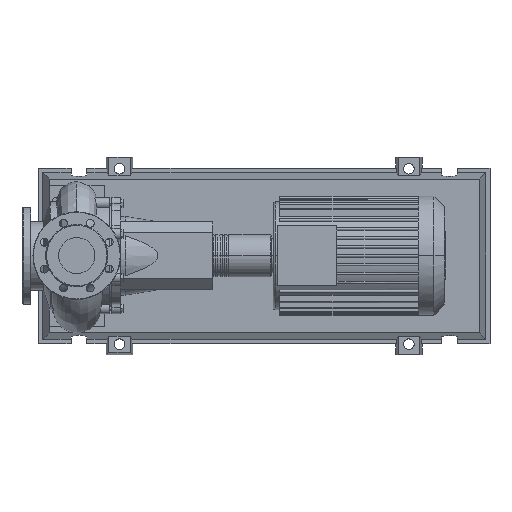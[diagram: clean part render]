
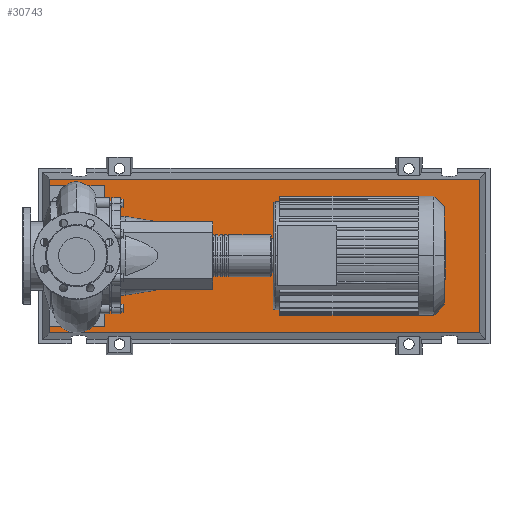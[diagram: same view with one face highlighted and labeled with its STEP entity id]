
A CAD part, top view. The second image highlights one B-rep face of the part: STEP entity #30743.
In plain terms, the highlighted planar face has unit normal (0, 0, 1).
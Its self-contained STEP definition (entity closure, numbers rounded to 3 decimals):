
#30424=CARTESIAN_POINT('',(917.971,-175.471,103.0));
#30425=VERTEX_POINT('',#30424);
#30432=CARTESIAN_POINT('',(-62.971,-175.471,103.0));
#30433=VERTEX_POINT('',#30432);
#30434=CARTESIAN_POINT('',(917.971,-175.471,103.0));
#30435=DIRECTION('',(-1.0,0.0,0.0));
#30436=VECTOR('',#30435,980.941);
#30437=LINE('',#30434,#30436);
#30438=EDGE_CURVE('',#30425,#30433,#30437,.T.);
#30656=CARTESIAN_POINT('',(917.971,175.471,103.0));
#30657=VERTEX_POINT('',#30656);
#30658=CARTESIAN_POINT('',(917.971,175.471,103.0));
#30659=DIRECTION('',(0.0,-1.0,0.0));
#30660=VECTOR('',#30659,350.941);
#30661=LINE('',#30658,#30660);
#30662=EDGE_CURVE('',#30657,#30425,#30661,.T.);
#30680=CARTESIAN_POINT('',(-62.971,175.471,103.0));
#30681=VERTEX_POINT('',#30680);
#30682=CARTESIAN_POINT('',(-62.971,-175.471,103.0));
#30683=DIRECTION('',(0.0,1.0,0.0));
#30684=VECTOR('',#30683,350.941);
#30685=LINE('',#30682,#30684);
#30686=EDGE_CURVE('',#30433,#30681,#30685,.T.);
#30719=CARTESIAN_POINT('',(-62.971,175.471,103.0));
#30720=DIRECTION('',(1.0,0.0,0.0));
#30721=VECTOR('',#30720,980.941);
#30722=LINE('',#30719,#30721);
#30723=EDGE_CURVE('',#30681,#30657,#30722,.T.);
#30732=CARTESIAN_POINT('',(427.5,0.,103.0));
#30733=DIRECTION('',(0.0,0.0,1.0));
#30734=DIRECTION('',(1.0,0.0,0.0));
#30735=AXIS2_PLACEMENT_3D('',#30732,#30733,#30734);
#30736=PLANE('',#30735);
#30737=ORIENTED_EDGE('',*,*,#30662,.F.);
#30738=ORIENTED_EDGE('',*,*,#30723,.F.);
#30739=ORIENTED_EDGE('',*,*,#30686,.F.);
#30740=ORIENTED_EDGE('',*,*,#30438,.F.);
#30741=EDGE_LOOP('',(#30737,#30738,#30739,#30740));
#30742=FACE_OUTER_BOUND('',#30741,.T.);
#30743=ADVANCED_FACE('',(#30742),#30736,.T.);
